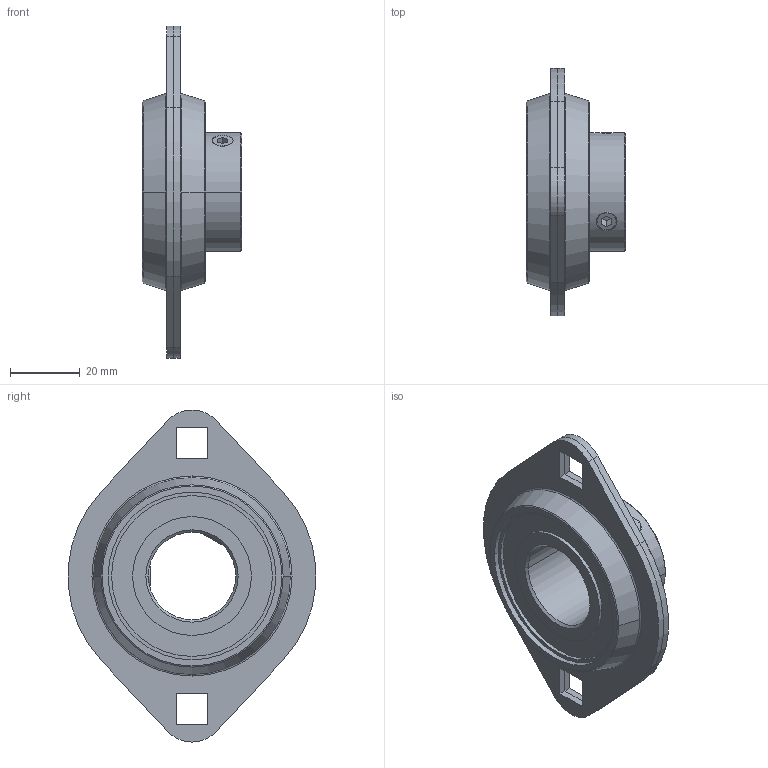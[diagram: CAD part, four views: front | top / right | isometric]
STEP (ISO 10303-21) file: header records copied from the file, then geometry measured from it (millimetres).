
FILE_DESCRIPTION( ( '' ), '1' );
FILE_NAME( 'kugelfll_bpfl_62652500.stp', '2019-04-08T13:33:38', ( '' ), ( '' ), ' ', ' ', ' ' );
FILE_SCHEMA( ( 'CONFIG_CONTROL_DESIGN' ) );
Length unit declared in the file: millimetre
Products named in the file (5): 1; 2; 3; 4; 5
Bounding box: 28.5 x 70.75 x 95 mm (x, y, z)
Volume: 40563.3 mm3; surface area: 25310.8 mm2
Topology: 5 solids, 5 shells, 122 faces, 302 edges, 196 vertices
Faces by surface type: plane 56, cylinder 30, cone 26, torus 10
Entity records: 4246 total; most frequent: CARTESIAN_POINT 1023, DIRECTION 656, ORIENTED_EDGE 596, EDGE_CURVE 298, AXIS2_PLACEMENT_3D 245, VERTEX_POINT 196, LINE 166, VECTOR 166
